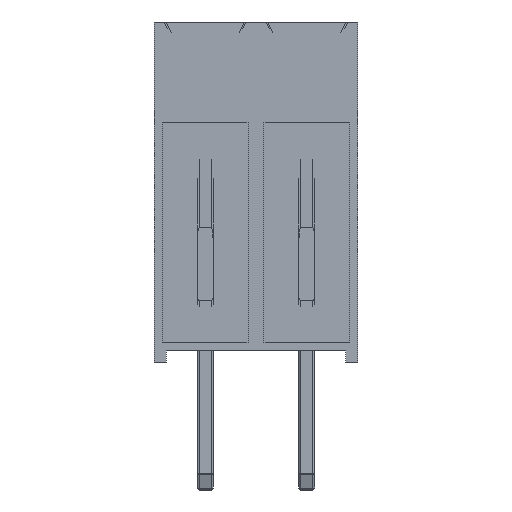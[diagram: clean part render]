
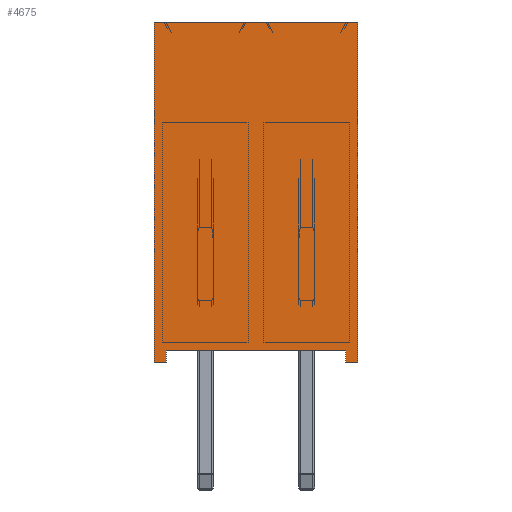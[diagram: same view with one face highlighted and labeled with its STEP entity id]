
A CAD part, left-side view. The second image highlights one B-rep face of the part: STEP entity #4675.
In plain terms, the highlighted planar face has unit normal (-1, 0, 0).
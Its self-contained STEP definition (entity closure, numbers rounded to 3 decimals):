
#702=FACE_OUTER_BOUND('',#992,.T.);
#992=EDGE_LOOP('',(#3052,#3053,#3054,#3055,#3056,#3057,#3058,#3059));
#1314=LINE('',#7293,#1662);
#1315=LINE('',#7296,#1663);
#1317=LINE('',#7300,#1665);
#1318=LINE('',#7302,#1666);
#1319=LINE('',#7304,#1667);
#1320=LINE('',#7306,#1668);
#1321=LINE('',#7308,#1669);
#1322=LINE('',#7309,#1670);
#1662=VECTOR('',#5676,10.);
#1663=VECTOR('',#5679,10.);
#1665=VECTOR('',#5683,10.);
#1666=VECTOR('',#5684,10.);
#1667=VECTOR('',#5685,10.);
#1668=VECTOR('',#5686,10.);
#1669=VECTOR('',#5687,10.);
#1670=VECTOR('',#5688,10.);
#2008=VERTEX_POINT('',#7289);
#2009=VERTEX_POINT('',#7291);
#2010=VERTEX_POINT('',#7295);
#2011=VERTEX_POINT('',#7299);
#2012=VERTEX_POINT('',#7301);
#2013=VERTEX_POINT('',#7303);
#2014=VERTEX_POINT('',#7305);
#2015=VERTEX_POINT('',#7307);
#2386=EDGE_CURVE('',#2008,#2009,#1314,.T.);
#2387=EDGE_CURVE('',#2010,#2008,#1315,.T.);
#2389=EDGE_CURVE('',#2009,#2011,#1317,.T.);
#2390=EDGE_CURVE('',#2011,#2012,#1318,.T.);
#2391=EDGE_CURVE('',#2012,#2013,#1319,.T.);
#2392=EDGE_CURVE('',#2013,#2014,#1320,.T.);
#2393=EDGE_CURVE('',#2015,#2014,#1321,.T.);
#2394=EDGE_CURVE('',#2010,#2015,#1322,.T.);
#3052=ORIENTED_EDGE('',*,*,#2389,.T.);
#3053=ORIENTED_EDGE('',*,*,#2390,.T.);
#3054=ORIENTED_EDGE('',*,*,#2391,.T.);
#3055=ORIENTED_EDGE('',*,*,#2392,.T.);
#3056=ORIENTED_EDGE('',*,*,#2393,.F.);
#3057=ORIENTED_EDGE('',*,*,#2394,.F.);
#3058=ORIENTED_EDGE('',*,*,#2387,.T.);
#3059=ORIENTED_EDGE('',*,*,#2386,.T.);
#4346=PLANE('',#5019);
#4675=ADVANCED_FACE('',(#702),#4346,.T.);
#5019=AXIS2_PLACEMENT_3D('',#7298,#5681,#5682);
#5676=DIRECTION('',(0.,0.,1.));
#5679=DIRECTION('',(0.,-1.,0.));
#5681=DIRECTION('center_axis',(-1.,0.,0.));
#5682=DIRECTION('ref_axis',(0.,-1.,0.));
#5683=DIRECTION('',(0.,-1.,0.));
#5684=DIRECTION('',(0.,0.,-1.));
#5685=DIRECTION('',(0.,-1.,0.));
#5686=DIRECTION('',(0.,0.,1.));
#5687=DIRECTION('',(0.,-1.,0.));
#5688=DIRECTION('',(0.,0.,1.));
#7289=CARTESIAN_POINT('',(-1.27,3.51,0.));
#7291=CARTESIAN_POINT('',(-1.27,3.51,0.3));
#7293=CARTESIAN_POINT('',(-1.27,3.51,0.));
#7295=CARTESIAN_POINT('',(-1.27,3.81,0.));
#7296=CARTESIAN_POINT('',(-1.27,3.81,0.));
#7298=CARTESIAN_POINT('Origin',(-1.27,1.27,0.));
#7299=CARTESIAN_POINT('',(-1.27,-0.97,0.3));
#7300=CARTESIAN_POINT('',(-1.27,1.27,0.3));
#7301=CARTESIAN_POINT('',(-1.27,-0.97,0.));
#7302=CARTESIAN_POINT('',(-1.27,-0.97,0.));
#7303=CARTESIAN_POINT('',(-1.27,-1.27,0.));
#7304=CARTESIAN_POINT('',(-1.27,1.27,0.));
#7305=CARTESIAN_POINT('',(-1.27,-1.27,8.5));
#7306=CARTESIAN_POINT('',(-1.27,-1.27,0.));
#7307=CARTESIAN_POINT('',(-1.27,3.81,8.5));
#7308=CARTESIAN_POINT('',(-1.27,3.81,8.5));
#7309=CARTESIAN_POINT('',(-1.27,3.81,0.));
